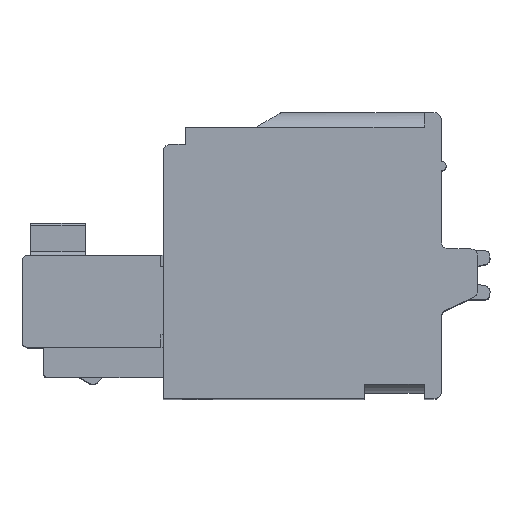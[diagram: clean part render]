
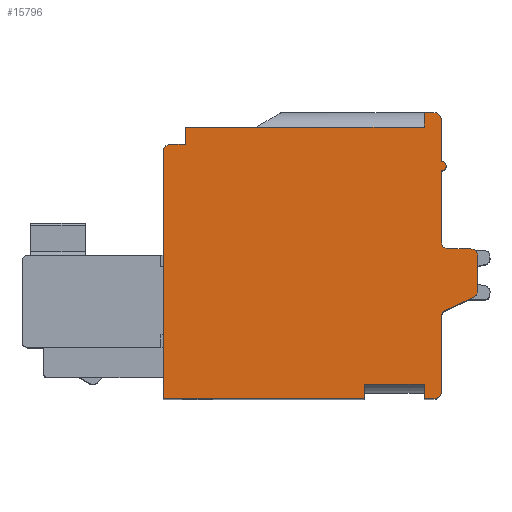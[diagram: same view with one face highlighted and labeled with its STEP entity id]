
A CAD part, top view. The second image highlights one B-rep face of the part: STEP entity #15796.
In plain terms, the highlighted planar face has unit normal (0, 0, 1).
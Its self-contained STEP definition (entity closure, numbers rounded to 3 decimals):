
#1469=DIRECTION('',(0.,-1.,0.));
#1470=VECTOR('',#1469,0.7);
#1471=CARTESIAN_POINT('',(-9.8,11.15,-5.));
#1472=LINE('',#1471,#1470);
#1533=DIRECTION('',(-1.,0.,0.));
#1534=VECTOR('',#1533,9.8);
#1535=CARTESIAN_POINT('',(0.,11.15,-5.));
#1536=LINE('',#1535,#1534);
#1977=CARTESIAN_POINT('',(0.7,9.55,-5.));
#1978=DIRECTION('',(0.,0.,1.));
#1979=DIRECTION('',(0.,-1.,0.));
#1980=AXIS2_PLACEMENT_3D('',#1977,#1978,#1979);
#2043=DIRECTION('',(0.,1.,0.));
#2044=VECTOR('',#2043,2.9);
#2045=CARTESIAN_POINT('',(0.7,6.45,-5.));
#2046=LINE('',#2045,#2044);
#2187=DIRECTION('',(0.,1.,0.));
#2188=VECTOR('',#2187,3.059);
#2189=CARTESIAN_POINT('',(0.7,0.3,-5.));
#2190=LINE('',#2189,#2188);
#3028=DIRECTION('',(0.,-1.,0.));
#3029=VECTOR('',#3028,0.6);
#3030=CARTESIAN_POINT('',(0.,0.6,-5.));
#3031=LINE('',#3030,#3029);
#3695=DIRECTION('',(0.,1.,0.));
#3696=VECTOR('',#3695,10.15);
#3697=CARTESIAN_POINT('',(-10.7,0.,-5.));
#3698=LINE('',#3697,#3696);
#3699=CARTESIAN_POINT('',(-10.4,10.15,-5.));
#3700=DIRECTION('',(0.,0.,-1.));
#3701=DIRECTION('',(-1.,0.,0.));
#3702=AXIS2_PLACEMENT_3D('',#3699,#3700,#3701);
#3704=DIRECTION('',(1.,0.,0.));
#3705=VECTOR('',#3704,0.6);
#3706=CARTESIAN_POINT('',(-10.4,10.45,-5.));
#3707=LINE('',#3706,#3705);
#3708=DIRECTION('',(1.,0.,0.));
#3709=VECTOR('',#3708,0.4);
#3710=CARTESIAN_POINT('',(0.,11.75,-5.));
#3711=LINE('',#3710,#3709);
#3712=CARTESIAN_POINT('',(0.4,11.45,-5.));
#3713=DIRECTION('',(0.,0.,-1.));
#3714=DIRECTION('',(0.,1.,0.));
#3715=AXIS2_PLACEMENT_3D('',#3712,#3713,#3714);
#3717=DIRECTION('',(0.,-1.,0.));
#3718=VECTOR('',#3717,1.7);
#3719=CARTESIAN_POINT('',(0.7,11.45,-5.));
#3720=LINE('',#3719,#3718);
#3721=CARTESIAN_POINT('',(1.,6.45,-5.));
#3722=DIRECTION('',(0.,0.,1.));
#3723=DIRECTION('',(-1.,0.,0.));
#3724=AXIS2_PLACEMENT_3D('',#3721,#3722,#3723);
#3726=DIRECTION('',(1.,0.,0.));
#3727=VECTOR('',#3726,0.9);
#3728=CARTESIAN_POINT('',(1.,6.15,-5.));
#3729=LINE('',#3728,#3727);
#3730=CARTESIAN_POINT('',(1.9,5.85,-5.));
#3731=DIRECTION('',(0.,0.,-1.));
#3732=DIRECTION('',(0.,1.,0.));
#3733=AXIS2_PLACEMENT_3D('',#3730,#3731,#3732);
#3735=DIRECTION('',(0.,-1.,0.));
#3736=VECTOR('',#3735,1.409);
#3737=CARTESIAN_POINT('',(2.2,5.85,-5.));
#3738=LINE('',#3737,#3736);
#3739=CARTESIAN_POINT('',(1.9,4.441,-5.));
#3740=DIRECTION('',(0.,0.,-1.));
#3741=DIRECTION('',(1.,0.,0.));
#3742=AXIS2_PLACEMENT_3D('',#3739,#3740,#3741);
#3744=DIRECTION('',(-0.906,-0.423,0.));
#3745=VECTOR('',#3744,1.273);
#3746=CARTESIAN_POINT('',(2.027,4.169,-5.));
#3747=LINE('',#3746,#3745);
#3748=CARTESIAN_POINT('',(1.,3.359,-5.));
#3749=DIRECTION('',(0.,0.,1.));
#3750=DIRECTION('',(-0.423,0.906,0.));
#3751=AXIS2_PLACEMENT_3D('',#3748,#3749,#3750);
#3753=CARTESIAN_POINT('',(0.4,0.3,-5.));
#3754=DIRECTION('',(0.,0.,-1.));
#3755=DIRECTION('',(1.,0.,0.));
#3756=AXIS2_PLACEMENT_3D('',#3753,#3754,#3755);
#3758=DIRECTION('',(-1.,0.,0.));
#3759=VECTOR('',#3758,0.4);
#3760=CARTESIAN_POINT('',(0.4,0.,-5.));
#3761=LINE('',#3760,#3759);
#3762=DIRECTION('',(0.,-1.,0.));
#3763=VECTOR('',#3762,0.6);
#3764=CARTESIAN_POINT('',(-2.45,0.6,-5.));
#3765=LINE('',#3764,#3763);
#3766=DIRECTION('',(-1.,0.,0.));
#3767=VECTOR('',#3766,8.25);
#3768=CARTESIAN_POINT('',(-2.45,0.,-5.));
#3769=LINE('',#3768,#3767);
#4001=DIRECTION('',(0.,-1.,0.));
#4002=VECTOR('',#4001,0.6);
#4003=CARTESIAN_POINT('',(0.,11.75,-5.));
#4004=LINE('',#4003,#4002);
#4339=DIRECTION('',(1.,0.,0.));
#4340=VECTOR('',#4339,2.45);
#4341=CARTESIAN_POINT('',(-2.45,0.6,-5.));
#4342=LINE('',#4341,#4340);
#10333=CARTESIAN_POINT('',(-2.45,0.,-5.));
#10334=CARTESIAN_POINT('',(-10.7,0.,-5.));
#10335=VERTEX_POINT('',#10333);
#10336=VERTEX_POINT('',#10334);
#10389=CARTESIAN_POINT('',(-10.7,10.15,-5.));
#10390=VERTEX_POINT('',#10389);
#10531=CARTESIAN_POINT('',(-9.8,11.15,-5.));
#10532=CARTESIAN_POINT('',(-9.8,10.45,-5.));
#10533=VERTEX_POINT('',#10531);
#10534=VERTEX_POINT('',#10532);
#10551=CARTESIAN_POINT('',(0.,11.15,-5.));
#10552=VERTEX_POINT('',#10551);
#10571=CARTESIAN_POINT('',(0.,11.75,-5.));
#10572=CARTESIAN_POINT('',(0.4,11.75,-5.));
#10573=VERTEX_POINT('',#10571);
#10574=VERTEX_POINT('',#10572);
#10575=CARTESIAN_POINT('',(0.7,11.45,-5.));
#10576=VERTEX_POINT('',#10575);
#10585=CARTESIAN_POINT('',(0.7,9.75,-5.));
#10586=VERTEX_POINT('',#10585);
#10595=CARTESIAN_POINT('',(0.7,6.45,-5.));
#10596=VERTEX_POINT('',#10595);
#10597=CARTESIAN_POINT('',(0.7,9.35,-5.));
#10598=VERTEX_POINT('',#10597);
#10613=CARTESIAN_POINT('',(0.7,0.3,-5.));
#10614=CARTESIAN_POINT('',(0.7,3.359,-5.));
#10615=VERTEX_POINT('',#10613);
#10616=VERTEX_POINT('',#10614);
#10651=CARTESIAN_POINT('',(0.4,0.,-5.));
#10652=VERTEX_POINT('',#10651);
#10653=CARTESIAN_POINT('',(0.,0.,-5.));
#10654=VERTEX_POINT('',#10653);
#10656=CARTESIAN_POINT('',(0.,0.6,-5.));
#10658=VERTEX_POINT('',#10656);
#10663=CARTESIAN_POINT('',(-2.45,0.6,-5.));
#10664=VERTEX_POINT('',#10663);
#10667=CARTESIAN_POINT('',(-10.4,10.45,-5.));
#10668=VERTEX_POINT('',#10667);
#10669=CARTESIAN_POINT('',(1.,6.15,-5.));
#10670=VERTEX_POINT('',#10669);
#10671=CARTESIAN_POINT('',(1.9,6.15,-5.));
#10672=VERTEX_POINT('',#10671);
#10673=CARTESIAN_POINT('',(2.2,5.85,-5.));
#10674=VERTEX_POINT('',#10673);
#10675=CARTESIAN_POINT('',(2.2,4.441,-5.));
#10676=VERTEX_POINT('',#10675);
#10677=CARTESIAN_POINT('',(2.027,4.169,-5.));
#10678=VERTEX_POINT('',#10677);
#10679=CARTESIAN_POINT('',(0.873,3.631,-5.));
#10680=VERTEX_POINT('',#10679);
#15753=CARTESIAN_POINT('',(-1.384,8.507,-5.));
#15754=DIRECTION('',(0.,0.,1.));
#15755=DIRECTION('',(1.,0.,0.));
#15756=AXIS2_PLACEMENT_3D('',#15753,#15754,#15755);
#15757=PLANE('',#15756);
#15758=ORIENTED_EDGE('',*,*,#10898,.T.);
#15760=ORIENTED_EDGE('',*,*,#15759,.T.);
#15762=ORIENTED_EDGE('',*,*,#15761,.T.);
#15763=ORIENTED_EDGE('',*,*,#12925,.F.);
#15764=ORIENTED_EDGE('',*,*,#13000,.F.);
#15766=ORIENTED_EDGE('',*,*,#15765,.F.);
#15767=ORIENTED_EDGE('',*,*,#13538,.T.);
#15768=ORIENTED_EDGE('',*,*,#13565,.T.);
#15769=ORIENTED_EDGE('',*,*,#13588,.T.);
#15770=ORIENTED_EDGE('',*,*,#13643,.F.);
#15771=ORIENTED_EDGE('',*,*,#13684,.F.);
#15773=ORIENTED_EDGE('',*,*,#15772,.T.);
#15775=ORIENTED_EDGE('',*,*,#15774,.T.);
#15777=ORIENTED_EDGE('',*,*,#15776,.T.);
#15779=ORIENTED_EDGE('',*,*,#15778,.T.);
#15781=ORIENTED_EDGE('',*,*,#15780,.T.);
#15783=ORIENTED_EDGE('',*,*,#15782,.T.);
#15785=ORIENTED_EDGE('',*,*,#15784,.T.);
#15786=ORIENTED_EDGE('',*,*,#13844,.F.);
#15787=ORIENTED_EDGE('',*,*,#14747,.T.);
#15788=ORIENTED_EDGE('',*,*,#14762,.T.);
#15789=ORIENTED_EDGE('',*,*,#14781,.F.);
#15791=ORIENTED_EDGE('',*,*,#15790,.F.);
#15792=ORIENTED_EDGE('',*,*,#14831,.T.);
#15793=ORIENTED_EDGE('',*,*,#14869,.T.);
#15794=EDGE_LOOP('',(#15758,#15760,#15762,#15763,#15764,#15766,#15767,#15768,
#15769,#15770,#15771,#15773,#15775,#15777,#15779,#15781,#15783,#15785,#15786,
#15787,#15788,#15789,#15791,#15792,#15793));
#15795=FACE_OUTER_BOUND('',#15794,.F.);
#1981=CIRCLE('',#1980,0.2);
#3703=CIRCLE('',#3702,0.3);
#3716=CIRCLE('',#3715,0.3);
#3725=CIRCLE('',#3724,0.3);
#3734=CIRCLE('',#3733,0.3);
#3743=CIRCLE('',#3742,0.3);
#3752=CIRCLE('',#3751,0.3);
#3757=CIRCLE('',#3756,0.3);
#10898=EDGE_CURVE('',#10336,#10390,#3698,.T.);
#12925=EDGE_CURVE('',#10533,#10534,#1472,.T.);
#13000=EDGE_CURVE('',#10552,#10533,#1536,.T.);
#13538=EDGE_CURVE('',#10573,#10574,#3711,.T.);
#13565=EDGE_CURVE('',#10574,#10576,#3716,.T.);
#13588=EDGE_CURVE('',#10576,#10586,#3720,.T.);
#13643=EDGE_CURVE('',#10598,#10586,#1981,.T.);
#13684=EDGE_CURVE('',#10596,#10598,#2046,.T.);
#13844=EDGE_CURVE('',#10615,#10616,#2190,.T.);
#14747=EDGE_CURVE('',#10615,#10652,#3757,.T.);
#14762=EDGE_CURVE('',#10652,#10654,#3761,.T.);
#14781=EDGE_CURVE('',#10658,#10654,#3031,.T.);
#14831=EDGE_CURVE('',#10664,#10335,#3765,.T.);
#14869=EDGE_CURVE('',#10335,#10336,#3769,.T.);
#15759=EDGE_CURVE('',#10390,#10668,#3703,.T.);
#15761=EDGE_CURVE('',#10668,#10534,#3707,.T.);
#15765=EDGE_CURVE('',#10573,#10552,#4004,.T.);
#15772=EDGE_CURVE('',#10596,#10670,#3725,.T.);
#15774=EDGE_CURVE('',#10670,#10672,#3729,.T.);
#15776=EDGE_CURVE('',#10672,#10674,#3734,.T.);
#15778=EDGE_CURVE('',#10674,#10676,#3738,.T.);
#15780=EDGE_CURVE('',#10676,#10678,#3743,.T.);
#15782=EDGE_CURVE('',#10678,#10680,#3747,.T.);
#15784=EDGE_CURVE('',#10680,#10616,#3752,.T.);
#15790=EDGE_CURVE('',#10664,#10658,#4342,.T.);
#15796=ADVANCED_FACE('',(#15795),#15757,.T.);
